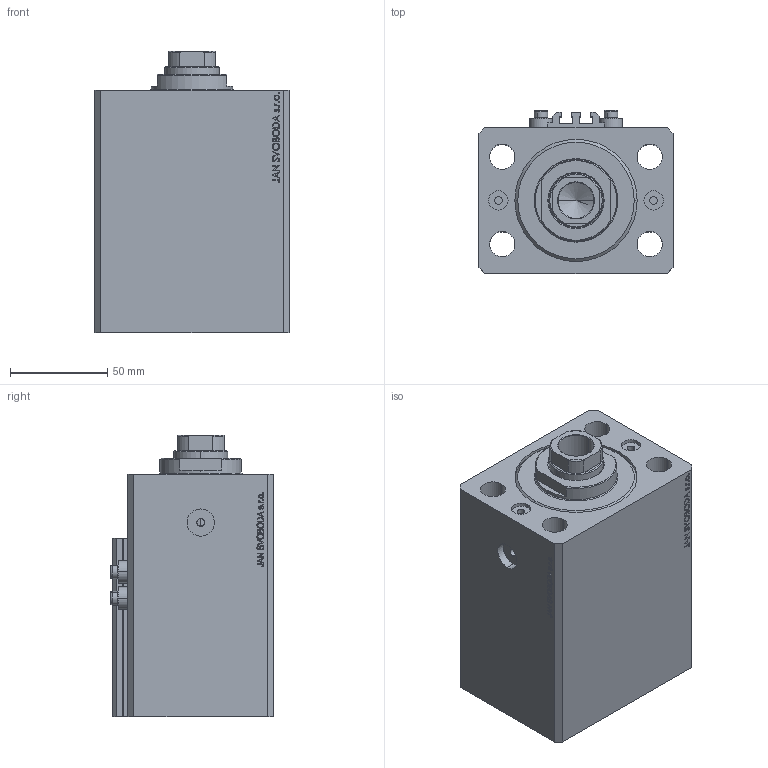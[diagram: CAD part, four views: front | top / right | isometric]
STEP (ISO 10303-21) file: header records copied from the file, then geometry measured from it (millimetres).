
FILE_DESCRIPTION (( 'STEP AP203' ), '1' );
FILE_NAME ('ebba.STEP', '2022-04-09T16:38:35', ( '' ), ( '' ), 'SwSTEP 2.0', 'SolidWorks 2019', '' );
FILE_SCHEMA (( 'CONFIG_CONTROL_DESIGN' ));
Length unit declared in the file: millimetre
Products named in the file (5): V250CE_C_VCP 4783d29cd7ba69ef4219cc4df9ae7ecd; V250CE_VC_C 4783d29cd7ba69ef4219cc4df9ae7ecd; ebba; ALLEN BOLT V250CE 4783d29cd7ba69ef4219cc4df9ae7ecd; V250CE_C_Body 4783d29cd7ba69ef4219cc4df9ae7ecd
Assembly tree (7 placements, depth 2):
  ebba
    V250CE_C_Body 4783d29cd7ba69ef4219cc4df9ae7ecd
    ALLEN BOLT V250CE 4783d29cd7ba69ef4219cc4df9ae7ecd  x4
    V250CE_C_VCP 4783d29cd7ba69ef4219cc4df9ae7ecd
    V250CE_VC_C 4783d29cd7ba69ef4219cc4df9ae7ecd
Bounding box: 100 x 84 x 144.9 mm (x, y, z)
Volume: 819897.3 mm3; surface area: 144282.3 mm2
Topology: 8 solids, 8 shells, 1034 faces, 2603 edges, 1703 vertices
Faces by surface type: plane 504, bspline 374, cylinder 86, cone 56, torus 14
Entity records: 47251 total; most frequent: CARTESIAN_POINT 25873, ORIENTED_EDGE 4896, DIRECTION 3036, EDGE_CURVE 2448, VERTEX_POINT 1619, LINE 1488, VECTOR 1488, EDGE_LOOP 1081
